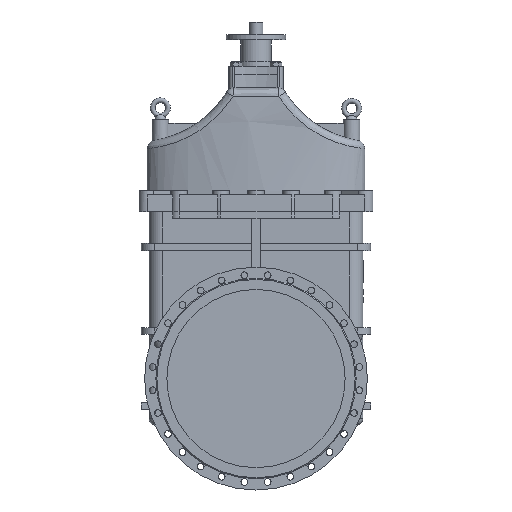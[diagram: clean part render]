
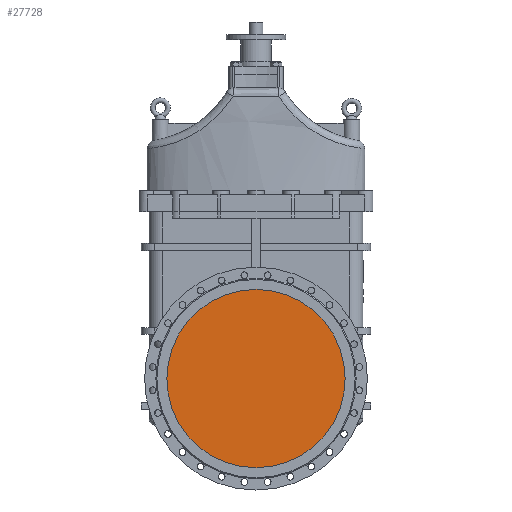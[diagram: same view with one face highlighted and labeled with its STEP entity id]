
A CAD part, left-side view. The second image highlights one B-rep face of the part: STEP entity #27728.
In plain terms, the highlighted planar face has unit normal (-1, 0, 0).
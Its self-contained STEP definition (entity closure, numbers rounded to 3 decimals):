
#27728=ADVANCED_FACE('',(#59641),#59643,.T.);
#59641=FACE_BOUND('',#59642,.T.);
#59642=EDGE_LOOP('',(#96386));
#59643=PLANE('',#59644);
#59644=AXIS2_PLACEMENT_3D('',#59645,#59646,#59647);
#59645=CARTESIAN_POINT('',(152888.595,-14422.486,108.779));
#59646=DIRECTION('',(-1.,0.,0.));
#59647=DIRECTION('',(0.,1.,0.));
#96386=ORIENTED_EDGE('',*,*,#111922,.F.);
#111922=EDGE_CURVE('',#130295,#130295,#130296,.T.);
#130295=VERTEX_POINT('',#169077);
#130296=CIRCLE('',#169078,459.797);
#169077=CARTESIAN_POINT('',(152888.595,-13939.065,121.888));
#169078=AXIS2_PLACEMENT_3D('',#169079,#169080,#169081);
#169079=CARTESIAN_POINT('',(152888.595,-14360.311,306.183));
#169080=DIRECTION('',(1.,0.,0.));
#169081=DIRECTION('',(0.,0.,1.));
